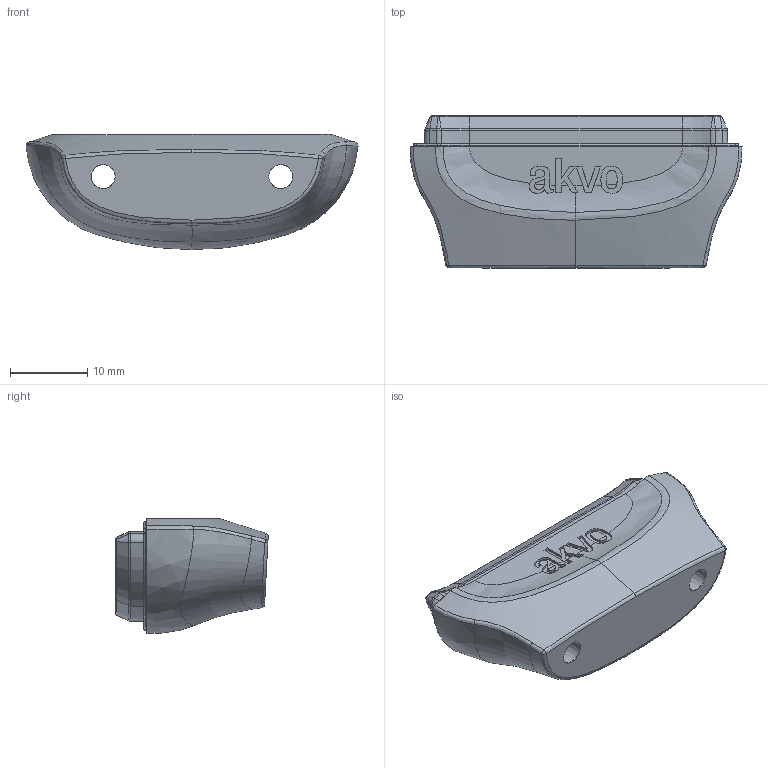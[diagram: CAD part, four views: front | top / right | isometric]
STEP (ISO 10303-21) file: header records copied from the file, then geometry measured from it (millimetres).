
FILE_DESCRIPTION (( 'STEP AP203' ), '1' );
FILE_NAME ('251001_AKVO_SOM + SEC_BottomCap_PART_00.STEP', '2016-01-08T14:35:51', ( '' ), ( '' ), 'SwSTEP 2.0', 'SolidWorks 2015', '' );
FILE_SCHEMA (( 'CONFIG_CONTROL_DESIGN' ));
Length unit declared in the file: millimetre
Products named in the file (1): 251001_AKVO_SOM + SEC_BottomCap_PART_00
Bounding box: 42.96 x 19.72 x 14.92 mm (x, y, z)
Volume: 4752.1 mm3; surface area: 3969.6 mm2
Topology: 1 solids, 1 shells, 566 faces, 1316 edges, 749 vertices
Faces by surface type: bspline 289, cylinder 107, plane 89, sphere 38, torus 24, cone 19
Entity records: 32562 total; most frequent: CARTESIAN_POINT 22210, ORIENTED_EDGE 2604, DIRECTION 1460, EDGE_CURVE 1302, VERTEX_POINT 745, B_SPLINE_CURVE_WITH_KNOTS 604, EDGE_LOOP 577, AXIS2_PLACEMENT_3D 575
